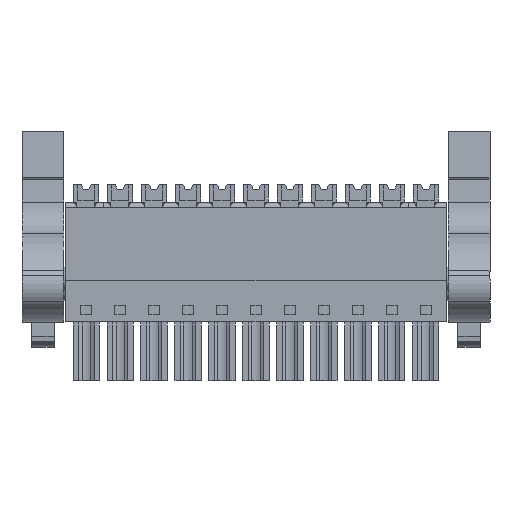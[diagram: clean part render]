
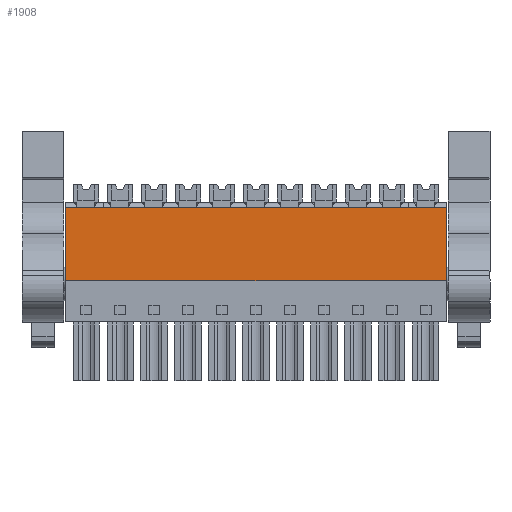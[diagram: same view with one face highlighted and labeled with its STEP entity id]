
A CAD part, front view. The second image highlights one B-rep face of the part: STEP entity #1908.
In plain terms, the highlighted planar face has unit normal (0, -1, 0).
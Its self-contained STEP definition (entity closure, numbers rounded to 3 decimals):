
#1888=AXIS2_PLACEMENT_3D('Plane Axis2P3D',#1885,#1886,#1887) ;
#77=CARTESIAN_POINT('Vertex',(4.9,2.029,11.25)) ;
#80=CARTESIAN_POINT('Line Origine',(4.9,2.029,15.325)) ;
#84=CARTESIAN_POINT('Vertex',(4.9,2.029,19.4)) ;
#1869=CARTESIAN_POINT('Vertex',(47.6,2.029,11.25)) ;
#1872=CARTESIAN_POINT('Line Origine',(26.25,2.029,11.25)) ;
#1885=CARTESIAN_POINT('Axis2P3D Location',(31.47,2.029,19.4)) ;
#1890=CARTESIAN_POINT('Line Origine',(47.6,2.029,15.325)) ;
#1894=CARTESIAN_POINT('Vertex',(47.6,2.029,19.4)) ;
#1897=CARTESIAN_POINT('Line Origine',(26.25,2.029,19.4)) ;
#81=DIRECTION('Vector Direction',(0.,0.,1.)) ;
#1873=DIRECTION('Vector Direction',(1.,0.,0.)) ;
#1886=DIRECTION('Axis2P3D Direction',(0.,-1.,0.)) ;
#1887=DIRECTION('Axis2P3D XDirection',(0.,0.,-1.)) ;
#1891=DIRECTION('Vector Direction',(0.,0.,-1.)) ;
#1898=DIRECTION('Vector Direction',(1.,0.,0.)) ;
#82=VECTOR('Line Direction',#81,1.) ;
#1874=VECTOR('Line Direction',#1873,1.) ;
#1892=VECTOR('Line Direction',#1891,1.) ;
#1899=VECTOR('Line Direction',#1898,1.) ;
#1903=ORIENTED_EDGE('',*,*,#1876,.T.) ;
#1904=ORIENTED_EDGE('',*,*,#1896,.F.) ;
#1905=ORIENTED_EDGE('',*,*,#1901,.F.) ;
#1906=ORIENTED_EDGE('',*,*,#86,.F.) ;
#1908=ADVANCED_FACE('HOUSING',(#1907),#1889,.T.) ;
#86=EDGE_CURVE('',#78,#85,#83,.T.) ;
#1876=EDGE_CURVE('',#78,#1870,#1875,.T.) ;
#1896=EDGE_CURVE('',#1895,#1870,#1893,.T.) ;
#1901=EDGE_CURVE('',#85,#1895,#1900,.T.) ;
#1902=EDGE_LOOP('',(#1903,#1904,#1905,#1906)) ;
#1907=FACE_OUTER_BOUND('',#1902,.T.) ;
#83=LINE('Line',#80,#82) ;
#1875=LINE('Line',#1872,#1874) ;
#1893=LINE('Line',#1890,#1892) ;
#1900=LINE('Line',#1897,#1899) ;
#1889=PLANE('',#1888) ;
#78=VERTEX_POINT('',#77) ;
#85=VERTEX_POINT('',#84) ;
#1870=VERTEX_POINT('',#1869) ;
#1895=VERTEX_POINT('',#1894) ;
